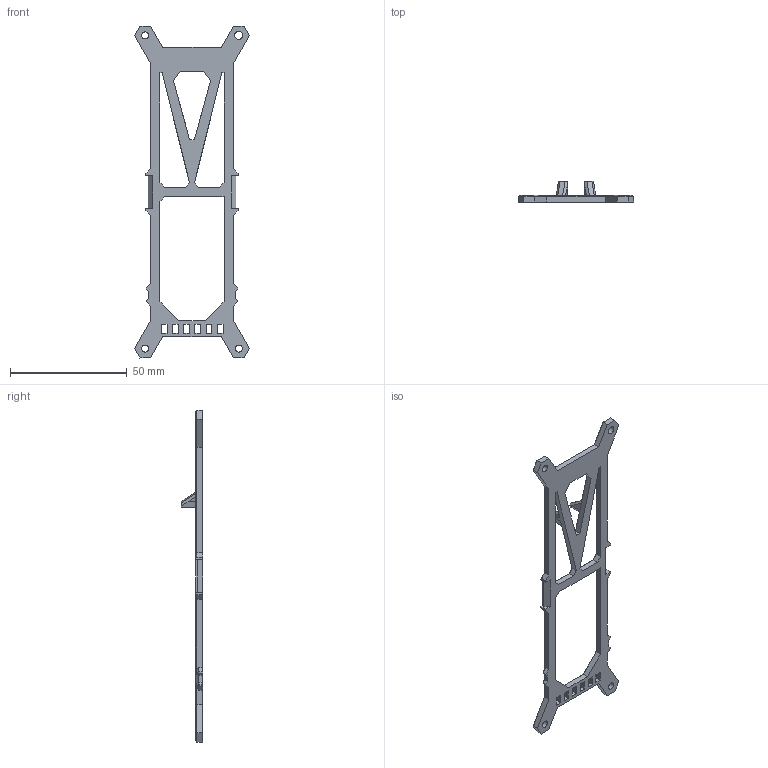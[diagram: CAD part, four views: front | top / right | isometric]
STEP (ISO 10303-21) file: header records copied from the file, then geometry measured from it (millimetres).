
FILE_DESCRIPTION(/* description */ (''),/* implementation_level */ '2;1');
FILE_NAME(/* name */ 'ESC_holder v7.step',/* time_stamp */ '2026-01-08T23:13:09+01:00',/* author */ (''),/* organization */ (''),/* preprocessor_version */ 'ST-DEVELOPER v20.1',/* originating_system */ 'Autodesk Translation Framework v14.21.0.0',/* authorisation */ '');
FILE_SCHEMA (('AUTOMOTIVE_DESIGN { 1 0 10303 214 3 1 1 }'));
Length unit declared in the file: millimetre
Products named in the file (1): ESC_holder
Bounding box: 49.24 x 9 x 142 mm (x, y, z)
Volume: 7098.1 mm3; surface area: 7534.7 mm2
Topology: 1 solids, 1 shells, 218 faces, 565 edges, 347 vertices
Faces by surface type: plane 214, cylinder 4
Full cylindrical faces by diameter (mm): 3 x3, 3.435 x1
Entity records: 6494 total; most frequent: CARTESIAN_POINT 1131, ORIENTED_EDGE 1130, DIRECTION 1011, EDGE_CURVE 565, LINE 557, VECTOR 557, VERTEX_POINT 347, EDGE_LOOP 244
